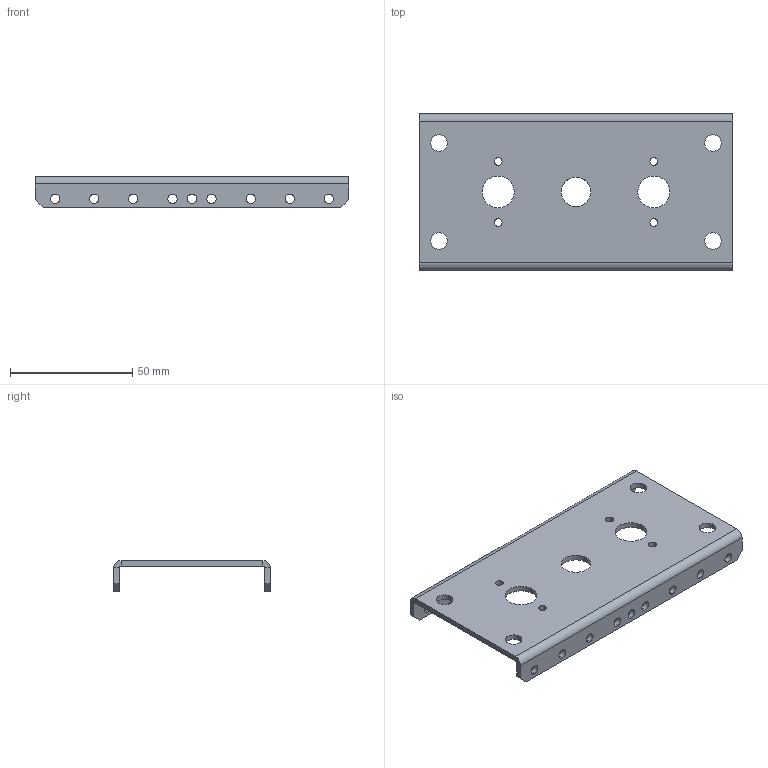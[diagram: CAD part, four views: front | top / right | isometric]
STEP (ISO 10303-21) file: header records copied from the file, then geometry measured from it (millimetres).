
FILE_DESCRIPTION (( 'STEP AP214' ), '1' );
FILE_NAME ('am-3439 PicoBox Twin Turbo Plate.STEP', '2016-09-08T22:34:11', ( '' ), ( '' ), 'SwSTEP 2.0', 'SolidWorks 2014', '' );
FILE_SCHEMA (( 'AUTOMOTIVE_DESIGN' ));
Length unit declared in the file: inch
Products named in the file (1): am-3439 PicoBox Twin Turbo Plate
Bounding box: 128 x 64 x 12.7 mm (x, y, z)
Volume: 22563.7 mm3; surface area: 21740.9 mm2
Topology: 1 solids, 1 shells, 84 faces, 230 edges, 148 vertices
Faces by surface type: cylinder 62, plane 22
Entity records: 2866 total; most frequent: DIRECTION 524, CARTESIAN_POINT 463, ORIENTED_EDGE 460, EDGE_CURVE 230, AXIS2_PLACEMENT_3D 209, VERTEX_POINT 148, EDGE_LOOP 142, CIRCLE 124
